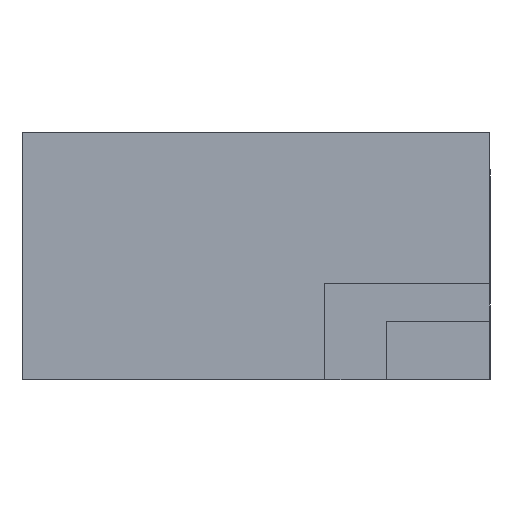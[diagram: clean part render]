
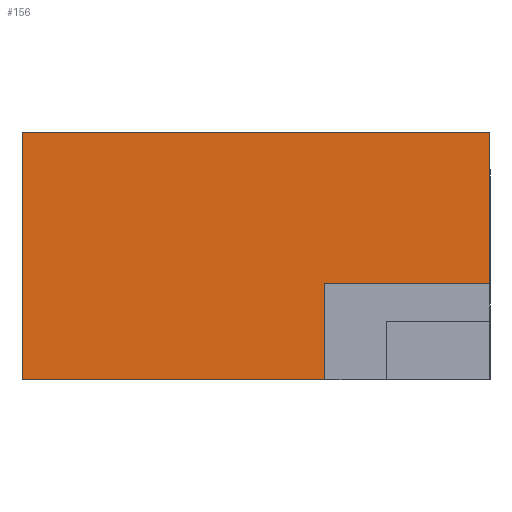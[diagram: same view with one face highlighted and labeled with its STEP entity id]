
A CAD part, left-side view. The second image highlights one B-rep face of the part: STEP entity #156.
In plain terms, the highlighted planar face has unit normal (-1, 0, 0).
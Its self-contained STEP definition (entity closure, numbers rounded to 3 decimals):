
#156=ADVANCED_FACE('',(#2964),#2966,.F.);
#2964=FACE_BOUND('',#2965,.T.);
#2965=EDGE_LOOP('',(#6992,#6993,#6994,#6995,#6996,#6997));
#2966=PLANE('',#2967);
#2967=AXIS2_PLACEMENT_3D('',#2968,#2969,#2970);
#2968=CARTESIAN_POINT('',(-5.,3.4,1.8));
#2969=DIRECTION('',(1.,-0.,0.));
#2970=DIRECTION('',(0.,0.,-1.));
#6992=ORIENTED_EDGE('',*,*,#8644,.F.);
#6993=ORIENTED_EDGE('',*,*,#8645,.F.);
#6994=ORIENTED_EDGE('',*,*,#8646,.F.);
#6995=ORIENTED_EDGE('',*,*,#8389,.F.);
#6996=ORIENTED_EDGE('',*,*,#8628,.F.);
#6997=ORIENTED_EDGE('',*,*,#8619,.T.);
#8389=EDGE_CURVE('',#9240,#9236,#9242,.T.);
#8619=EDGE_CURVE('',#9697,#9695,#9698,.T.);
#8628=EDGE_CURVE('',#9697,#9240,#9711,.T.);
#8644=EDGE_CURVE('',#9739,#9695,#9740,.T.);
#8645=EDGE_CURVE('',#9741,#9739,#9742,.T.);
#8646=EDGE_CURVE('',#9236,#9741,#9743,.T.);
#9236=VERTEX_POINT('',#10657);
#9240=VERTEX_POINT('',#10665);
#9242=LINE('',#10669,#10670);
#9695=VERTEX_POINT('',#13311);
#9697=VERTEX_POINT('',#13315);
#9698=LINE('',#13316,#13317);
#9711=LINE('',#13347,#13348);
#9739=VERTEX_POINT('',#13407);
#9740=LINE('',#13408,#13409);
#9741=VERTEX_POINT('',#13411);
#9742=LINE('',#13412,#13413);
#9743=LINE('',#13415,#13416);
#10657=CARTESIAN_POINT('',(-5.,-3.399,1.8));
#10665=CARTESIAN_POINT('',(-5.,3.4,1.8));
#10669=CARTESIAN_POINT('',(-5.,3.4,1.8));
#10670=VECTOR('',#10671,1.);
#10671=DIRECTION('',(0.,-1.,0.));
#13311=CARTESIAN_POINT('',(-5.,-0.999,-1.8));
#13315=CARTESIAN_POINT('',(-5.,3.4,-1.8));
#13316=CARTESIAN_POINT('',(-5.,3.4,-1.8));
#13317=VECTOR('',#13318,1.);
#13318=DIRECTION('',(0.,-1.,0.));
#13347=CARTESIAN_POINT('',(-5.,3.4,-1.8));
#13348=VECTOR('',#13349,1.);
#13349=DIRECTION('',(0.,0.,1.));
#13407=CARTESIAN_POINT('',(-5.,-0.999,-0.4));
#13408=CARTESIAN_POINT('',(-5.,-0.999,-0.4));
#13409=VECTOR('',#13410,1.);
#13410=DIRECTION('',(0.,0.,-1.));
#13411=CARTESIAN_POINT('',(-5.,-3.399,-0.4));
#13412=CARTESIAN_POINT('',(-5.,-3.399,-0.4));
#13413=VECTOR('',#13414,1.);
#13414=DIRECTION('',(0.,1.,0.));
#13415=CARTESIAN_POINT('',(-5.,-3.399,1.8));
#13416=VECTOR('',#13417,1.);
#13417=DIRECTION('',(0.,0.,-1.));
